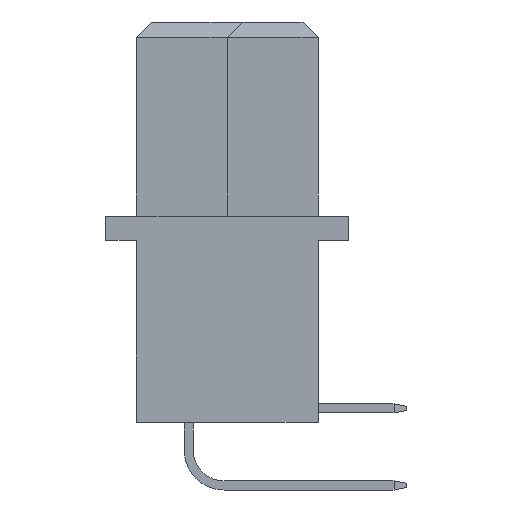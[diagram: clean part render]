
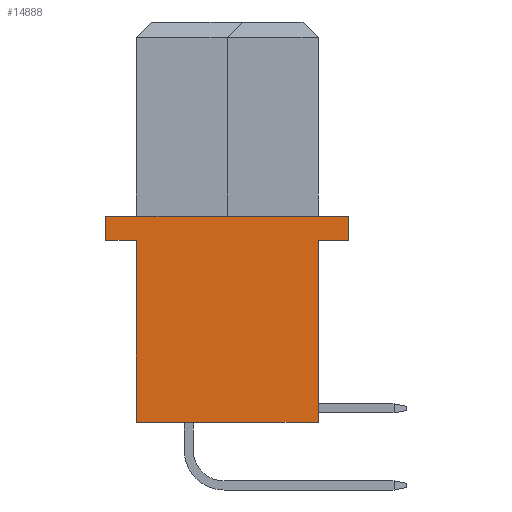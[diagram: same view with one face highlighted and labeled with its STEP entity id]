
A CAD part, left-side view. The second image highlights one B-rep face of the part: STEP entity #14888.
In plain terms, the highlighted planar face has unit normal (-1, 0, 0).
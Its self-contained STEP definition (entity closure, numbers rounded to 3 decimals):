
#56 = LINE ( 'NONE', #6965, #11826 ) ;
#63 = PLANE ( 'NONE',  #13889 ) ;
#178 = CARTESIAN_POINT ( 'NONE',  ( -27., -4., -6.4 ) ) ;
#880 = VERTEX_POINT ( 'NONE', #13440 ) ;
#1505 = EDGE_CURVE ( 'NONE', #7938, #8387, #56, .T. ) ;
#1539 = DIRECTION ( 'NONE',  ( 0., 0., 1. ) ) ;
#2167 = EDGE_CURVE ( 'NONE', #11790, #4725, #2186, .T. ) ;
#2186 = LINE ( 'NONE', #4078, #11844 ) ;
#2543 = DIRECTION ( 'NONE',  ( 0., -1., 0. ) ) ;
#2613 = ORIENTED_EDGE ( 'NONE', *, *, #5938, .F. ) ;
#2931 = VECTOR ( 'NONE', #2543, 1000. ) ;
#3456 = FACE_OUTER_BOUND ( 'NONE', #11951, .T. ) ;
#3632 = DIRECTION ( 'NONE',  ( 0., 0., -1. ) ) ;
#3682 = CARTESIAN_POINT ( 'NONE',  ( -27., 4., -6.4 ) ) ;
#3855 = LINE ( 'NONE', #8522, #12997 ) ;
#4062 = CARTESIAN_POINT ( 'NONE',  ( -27., 3., -7.2 ) ) ;
#4078 = CARTESIAN_POINT ( 'NONE',  ( -27., -3., -7.2 ) ) ;
#4150 = DIRECTION ( 'NONE',  ( 0., 1., 0. ) ) ;
#4377 = ORIENTED_EDGE ( 'NONE', *, *, #7267, .F. ) ;
#4567 = DIRECTION ( 'NONE',  ( 0., 0., 1. ) ) ;
#4725 = VERTEX_POINT ( 'NONE', #8467 ) ;
#4755 = DIRECTION ( 'NONE',  ( 0., 0., 1. ) ) ;
#5144 = EDGE_CURVE ( 'NONE', #8387, #10456, #5854, .T. ) ;
#5202 = ORIENTED_EDGE ( 'NONE', *, *, #2167, .F. ) ;
#5854 = LINE ( 'NONE', #14131, #2931 ) ;
#5895 = DIRECTION ( 'NONE',  ( 0., 0., -1. ) ) ;
#5931 = LINE ( 'NONE', #10604, #12961 ) ;
#5938 = EDGE_CURVE ( 'NONE', #880, #11345, #14338, .T. ) ;
#5970 = ORIENTED_EDGE ( 'NONE', *, *, #14681, .F. ) ;
#6304 = ORIENTED_EDGE ( 'NONE', *, *, #12863, .F. ) ;
#6783 = EDGE_CURVE ( 'NONE', #11790, #12466, #5931, .T. ) ;
#6965 = CARTESIAN_POINT ( 'NONE',  ( -27., 3., -7.2 ) ) ;
#7207 = CARTESIAN_POINT ( 'NONE',  ( -27., 4., -13.2 ) ) ;
#7267 = EDGE_CURVE ( 'NONE', #4725, #10456, #3855, .T. ) ;
#7464 = VECTOR ( 'NONE', #10796, 1000. ) ;
#7585 = CARTESIAN_POINT ( 'NONE',  ( -27., 4., -7.2 ) ) ;
#7818 = DIRECTION ( 'NONE',  ( 0., 1., 0. ) ) ;
#7938 = VERTEX_POINT ( 'NONE', #4062 ) ;
#8175 = CARTESIAN_POINT ( 'NONE',  ( -27., -4., -7.2 ) ) ;
#8387 = VERTEX_POINT ( 'NONE', #9710 ) ;
#8467 = CARTESIAN_POINT ( 'NONE',  ( -27., -3., -7.2 ) ) ;
#8522 = CARTESIAN_POINT ( 'NONE',  ( -27., -3., -7.2 ) ) ;
#8572 = LINE ( 'NONE', #3682, #7464 ) ;
#8916 = ORIENTED_EDGE ( 'NONE', *, *, #5144, .T. ) ;
#9710 = CARTESIAN_POINT ( 'NONE',  ( -27., 3., -13.2 ) ) ;
#10456 = VERTEX_POINT ( 'NONE', #14702 ) ;
#10604 = CARTESIAN_POINT ( 'NONE',  ( -27., -4., -13.2 ) ) ;
#10796 = DIRECTION ( 'NONE',  ( 0., -1., 0. ) ) ;
#11192 = CARTESIAN_POINT ( 'NONE',  ( -27., 4., -6.4 ) ) ;
#11345 = VERTEX_POINT ( 'NONE', #11192 ) ;
#11727 = CARTESIAN_POINT ( 'NONE',  ( -27., -4., -13.2 ) ) ;
#11790 = VERTEX_POINT ( 'NONE', #8175 ) ;
#11826 = VECTOR ( 'NONE', #5895, 1000. ) ;
#11844 = VECTOR ( 'NONE', #4150, 1000. ) ;
#11951 = EDGE_LOOP ( 'NONE', ( #4377, #5202, #13742, #6304, #2613, #5970, #14841, #8916 ) ) ;
#12250 = VECTOR ( 'NONE', #1539, 1000. ) ;
#12466 = VERTEX_POINT ( 'NONE', #178 ) ;
#12863 = EDGE_CURVE ( 'NONE', #11345, #12466, #8572, .T. ) ;
#12891 = VECTOR ( 'NONE', #7818, 1000. ) ;
#12961 = VECTOR ( 'NONE', #4567, 1000. ) ;
#12997 = VECTOR ( 'NONE', #3632, 1000. ) ;
#13440 = CARTESIAN_POINT ( 'NONE',  ( -27., 4., -7.2 ) ) ;
#13650 = LINE ( 'NONE', #7585, #12891 ) ;
#13742 = ORIENTED_EDGE ( 'NONE', *, *, #6783, .T. ) ;
#13889 = AXIS2_PLACEMENT_3D ( 'NONE', #11727, #14025, #4755 ) ;
#14025 = DIRECTION ( 'NONE',  ( -1., 0., 0. ) ) ;
#14131 = CARTESIAN_POINT ( 'NONE',  ( -27., -4., -13.2 ) ) ;
#14338 = LINE ( 'NONE', #7207, #12250 ) ;
#14681 = EDGE_CURVE ( 'NONE', #7938, #880, #13650, .T. ) ;
#14702 = CARTESIAN_POINT ( 'NONE',  ( -27., -3., -13.2 ) ) ;
#14841 = ORIENTED_EDGE ( 'NONE', *, *, #1505, .T. ) ;
#14888 = ADVANCED_FACE ( 'NONE', ( #3456 ), #63, .T. ) ;
